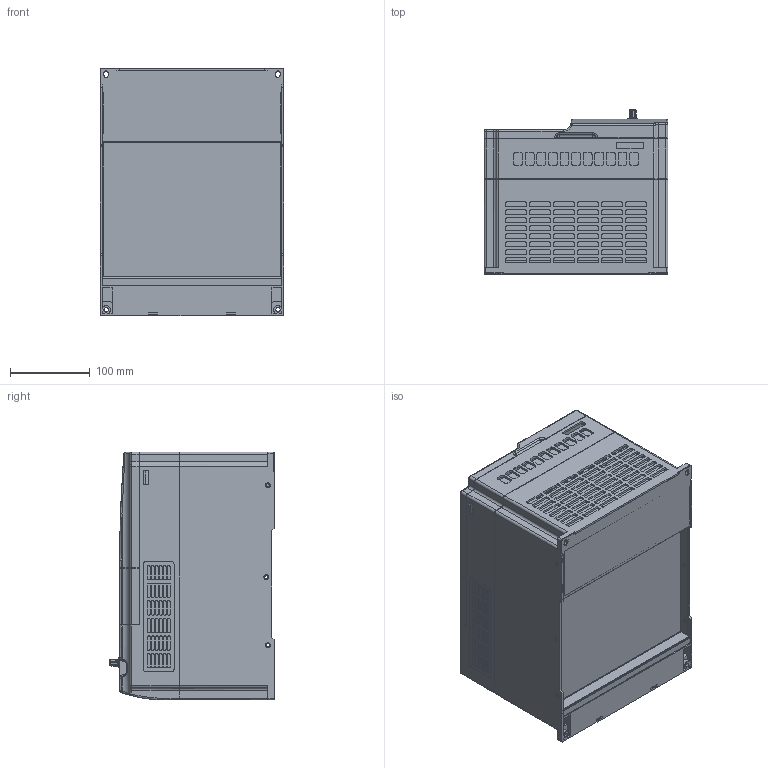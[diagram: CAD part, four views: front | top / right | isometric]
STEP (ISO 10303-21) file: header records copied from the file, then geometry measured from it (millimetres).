
FILE_DESCRIPTION (( 'STEP AP214' ), '1' );
FILE_NAME ('CNT-A310D33V11-15TELZ.STEP', '2026-02-26T08:50:39', ( '' ), ( '' ), 'SwSTEP 2.0', 'SolidWorks 2022', '' );
FILE_SCHEMA (( 'AUTOMOTIVE_DESIGN' ));
Length unit declared in the file: millimetre
Products named in the file (1): CNT-A310D33V11-15TELZ
Bounding box: 230.1 x 206 x 310 mm (x, y, z)
Volume: 9969121 mm3; surface area: 986925.3 mm2
Topology: 4 solids, 6 shells, 3720 faces, 10259 edges, 6641 vertices
Faces by surface type: plane 2437, cylinder 1001, cone 156, torus 65, sphere 39, bspline 22
Entity records: 122458 total; most frequent: CARTESIAN_POINT 27071, ORIENTED_EDGE 20464, DIRECTION 19010, EDGE_CURVE 10232, VECTOR 7154, LINE 7154, VERTEX_POINT 6640, AXIS2_PLACEMENT_3D 5928
